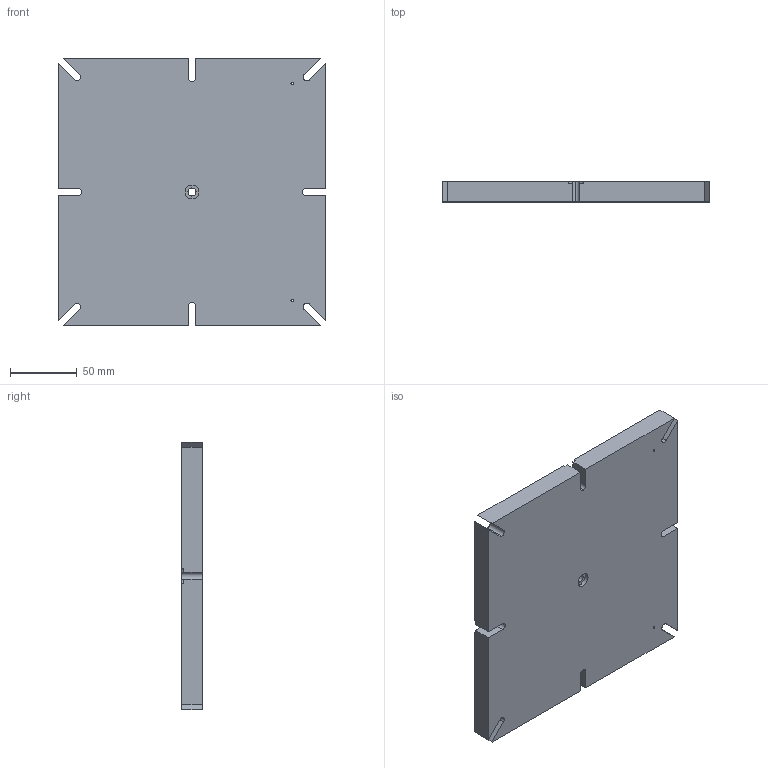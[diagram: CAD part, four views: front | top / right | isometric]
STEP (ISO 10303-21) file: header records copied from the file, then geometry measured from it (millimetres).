
FILE_DESCRIPTION (( 'STEP AP203' ), '1' );
FILE_NAME ('MOLDE SOPORTE PANTALLA CON AGUJERO.STEP', '2020-03-26T22:52:05', ( '' ), ( '' ), 'SwSTEP 2.0', 'SolidWorks 2018', '' );
FILE_SCHEMA (( 'CONFIG_CONTROL_DESIGN' ));
Length unit declared in the file: millimetre
Products named in the file (1): MOLDE SOPORTE PANTALLA CON AGUJERO
Bounding box: 200 x 15 x 200 mm (x, y, z)
Volume: 570813.9 mm3; surface area: 100509.6 mm2
Topology: 1 solids, 1 shells, 373 faces, 1034 edges, 663 vertices
Faces by surface type: cylinder 175, plane 151, torus 39, bspline 4, sphere 4
Entity records: 12662 total; most frequent: CARTESIAN_POINT 2731, DIRECTION 2194, ORIENTED_EDGE 2060, EDGE_CURVE 1030, AXIS2_PLACEMENT_3D 829, VERTEX_POINT 663, LINE 536, VECTOR 536
